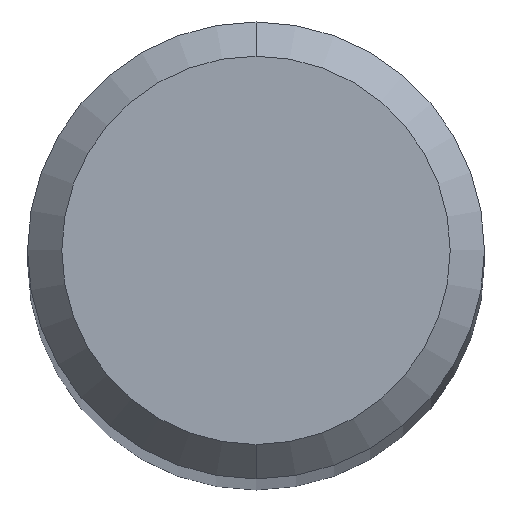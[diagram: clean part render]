
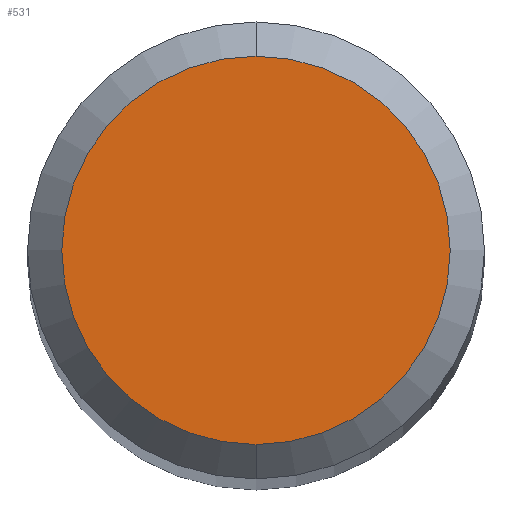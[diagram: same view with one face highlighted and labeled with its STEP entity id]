
A CAD part, top view. The second image highlights one B-rep face of the part: STEP entity #531.
In plain terms, the highlighted planar face has unit normal (0, 0, 1).
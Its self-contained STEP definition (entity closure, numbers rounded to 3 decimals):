
#531=ADVANCED_FACE('',(#1171),#1172,.T.);
#597=VERTEX_POINT('',#1241);
#669=EDGE_CURVE('',#847,#597,#1321,.T.);
#757=EDGE_CURVE('',#597,#847,#1418,.T.);
#847=VERTEX_POINT('',#1516);
#1171=FACE_OUTER_BOUND('',#4123,.T.);
#1172=PLANE('',#4124);
#1241=CARTESIAN_POINT('',(0.,-1.7,0.0));
#1321=CIRCLE('',#5613,1.7);
#1418=CIRCLE('',#6384,1.7);
#1516=CARTESIAN_POINT('',(0.0,1.7,0.0));
#4123=EDGE_LOOP('',(#8556,#8557));
#4124=AXIS2_PLACEMENT_3D('',#8558,#8559,#8560);
#5613=AXIS2_PLACEMENT_3D('',#8690,#8691,#8692);
#6384=AXIS2_PLACEMENT_3D('',#8787,#8788,#8789);
#8556=ORIENTED_EDGE('',*,*,#669,.F.);
#8557=ORIENTED_EDGE('',*,*,#757,.F.);
#8558=CARTESIAN_POINT('',(0.0,0.85,0.0));
#8559=DIRECTION('',(-0.0,0.0,1.0));
#8560=DIRECTION('',(0.0,-1.0,0.0));
#8690=CARTESIAN_POINT('',(0.0,0.0,0.0));
#8691=DIRECTION('',(0.0,0.0,-1.0));
#8692=DIRECTION('',(0.0,1.0,0.0));
#8787=CARTESIAN_POINT('',(0.0,0.0,0.0));
#8788=DIRECTION('',(0.0,0.0,-1.0));
#8789=DIRECTION('',(0.0,1.0,0.0));
